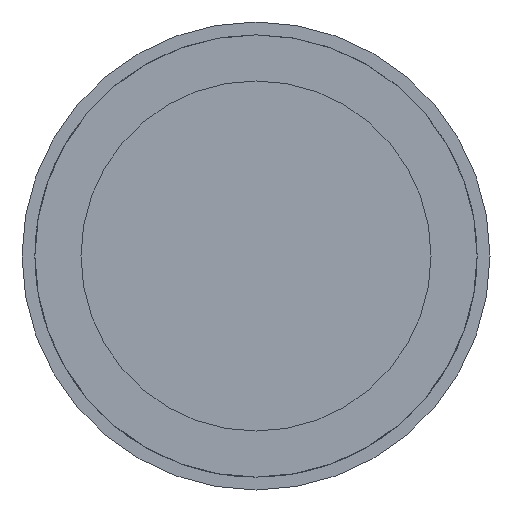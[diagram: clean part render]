
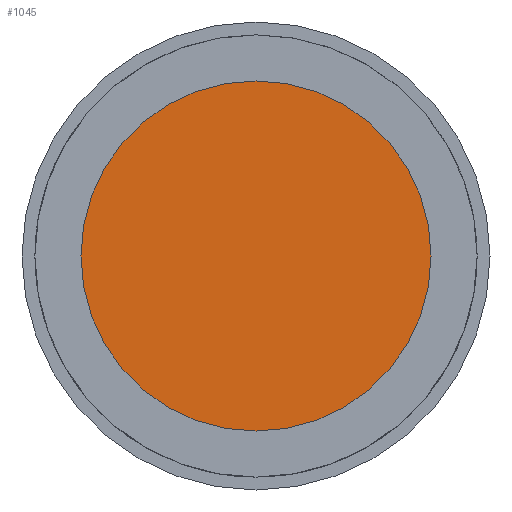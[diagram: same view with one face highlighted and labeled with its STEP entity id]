
A CAD part, front view. The second image highlights one B-rep face of the part: STEP entity #1045.
In plain terms, the highlighted planar face has unit normal (0, -1, 0).
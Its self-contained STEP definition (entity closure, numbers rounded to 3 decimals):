
#232 = CARTESIAN_POINT ( 'NONE',  ( 0., 2., 0. ) ) ;
#289 = VERTEX_POINT ( 'NONE', #1741 ) ;
#384 = FACE_OUTER_BOUND ( 'NONE', #2710, .T. ) ;
#443 = CARTESIAN_POINT ( 'NONE',  ( 0., 2., 0. ) ) ;
#716 = DIRECTION ( 'NONE',  ( 0., -1., 0. ) ) ;
#1045 = ADVANCED_FACE ( 'NONE', ( #384 ), #6241, .F. ) ;
#1508 = AXIS2_PLACEMENT_3D ( 'NONE', #232, #716, #1692 ) ;
#1692 = DIRECTION ( 'NONE',  ( 0., 0., -1. ) ) ;
#1741 = CARTESIAN_POINT ( 'NONE',  ( 0., 2., 19. ) ) ;
#1882 = DIRECTION ( 'NONE',  ( 0., 1., 0. ) ) ;
#2663 = VERTEX_POINT ( 'NONE', #5006 ) ;
#2710 = EDGE_LOOP ( 'NONE', ( #5237, #4480 ) ) ;
#3349 = AXIS2_PLACEMENT_3D ( 'NONE', #6270, #1882, #4423 ) ;
#3649 = CIRCLE ( 'NONE', #1508, 19. ) ;
#3755 = DIRECTION ( 'NONE',  ( 0., -1., 0. ) ) ;
#3964 = AXIS2_PLACEMENT_3D ( 'NONE', #443, #3755, #4727 ) ;
#4123 = EDGE_CURVE ( 'NONE', #2663, #289, #5409, .T. ) ;
#4423 = DIRECTION ( 'NONE',  ( 0., 0., 1. ) ) ;
#4448 = EDGE_CURVE ( 'NONE', #289, #2663, #3649, .T. ) ;
#4480 = ORIENTED_EDGE ( 'NONE', *, *, #4448, .T. ) ;
#4727 = DIRECTION ( 'NONE',  ( 0., 0., -1. ) ) ;
#5006 = CARTESIAN_POINT ( 'NONE',  ( 0., 2., -19. ) ) ;
#5237 = ORIENTED_EDGE ( 'NONE', *, *, #4123, .T. ) ;
#5409 = CIRCLE ( 'NONE', #3964, 19. ) ;
#6241 = PLANE ( 'NONE',  #3349 ) ;
#6270 = CARTESIAN_POINT ( 'NONE',  ( 0., 2., 0. ) ) ;
